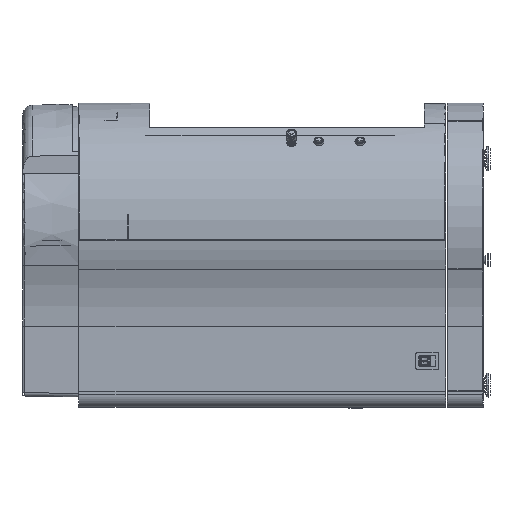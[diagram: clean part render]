
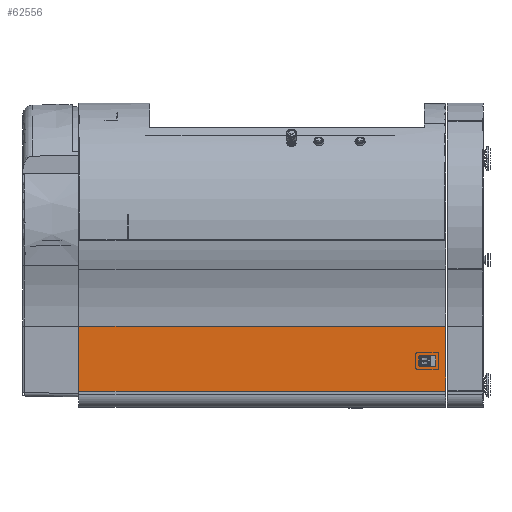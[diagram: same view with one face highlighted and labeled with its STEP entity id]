
A CAD part, left-side view. The second image highlights one B-rep face of the part: STEP entity #62556.
In plain terms, the highlighted planar face has unit normal (-1, 0, 0).
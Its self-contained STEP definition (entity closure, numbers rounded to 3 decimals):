
#62331=DIRECTION('',(0.,0.,-1.));
#62332=VECTOR('',#62331,189.45);
#62333=CARTESIAN_POINT('',(-312.5,473.,-406.05));
#62334=LINE('',#62333,#62332);
#62376=DIRECTION('',(0.,-1.,0.));
#62377=VECTOR('',#62376,1070.);
#62378=CARTESIAN_POINT('',(-312.5,473.,-406.05));
#62379=LINE('',#62378,#62377);
#62380=DIRECTION('',(0.,0.,-1.));
#62381=VECTOR('',#62380,189.45);
#62382=CARTESIAN_POINT('',(-312.5,-597.,-406.05));
#62383=LINE('',#62382,#62381);
#62384=DIRECTION('',(0.,1.,0.));
#62385=VECTOR('',#62384,1070.);
#62386=CARTESIAN_POINT('',(-312.5,-597.,-595.5));
#62387=LINE('',#62386,#62385);
#62388=DIRECTION('',(0.,0.,-1.));
#62389=VECTOR('',#62388,24.);
#62390=CARTESIAN_POINT('',(-312.5,-518.,-495.5));
#62391=LINE('',#62390,#62389);
#62392=CARTESIAN_POINT('',(-312.5,-521.,-519.5));
#62393=DIRECTION('',(-1.,0.,0.));
#62394=DIRECTION('',(0.,1.,0.));
#62395=AXIS2_PLACEMENT_3D('',#62392,#62393,#62394);
#62397=DIRECTION('',(0.,-1.,0.));
#62398=VECTOR('',#62397,44.);
#62399=CARTESIAN_POINT('',(-312.5,-521.,-522.5));
#62400=LINE('',#62399,#62398);
#62401=CARTESIAN_POINT('',(-312.5,-565.,-519.5));
#62402=DIRECTION('',(-1.,0.,0.));
#62403=DIRECTION('',(0.,0.,-1.));
#62404=AXIS2_PLACEMENT_3D('',#62401,#62402,#62403);
#62406=DIRECTION('',(0.,0.,1.));
#62407=VECTOR('',#62406,24.);
#62408=CARTESIAN_POINT('',(-312.5,-568.,-519.5));
#62409=LINE('',#62408,#62407);
#62410=CARTESIAN_POINT('',(-312.5,-565.,-495.5));
#62411=DIRECTION('',(-1.,0.,0.));
#62412=DIRECTION('',(0.,-1.,0.));
#62413=AXIS2_PLACEMENT_3D('',#62410,#62411,#62412);
#62415=DIRECTION('',(0.,1.,0.));
#62416=VECTOR('',#62415,44.);
#62417=CARTESIAN_POINT('',(-312.5,-565.,-492.5));
#62418=LINE('',#62417,#62416);
#62419=CARTESIAN_POINT('',(-312.5,-521.,-495.5));
#62420=DIRECTION('',(-1.,0.,0.));
#62421=DIRECTION('',(0.,0.,1.));
#62422=AXIS2_PLACEMENT_3D('',#62419,#62420,#62421);
#62425=CARTESIAN_POINT('',(-312.5,473.,-406.05));
#62427=VERTEX_POINT('',#62425);
#62428=CARTESIAN_POINT('',(-312.5,473.,-595.5));
#62429=VERTEX_POINT('',#62428);
#62435=CARTESIAN_POINT('',(-312.5,-597.,-406.05));
#62437=VERTEX_POINT('',#62435);
#62438=CARTESIAN_POINT('',(-312.5,-597.,-595.5));
#62439=VERTEX_POINT('',#62438);
#62452=CARTESIAN_POINT('',(-312.5,-521.,-522.5));
#62453=CARTESIAN_POINT('',(-312.5,-565.,-522.5));
#62454=VERTEX_POINT('',#62452);
#62455=VERTEX_POINT('',#62453);
#62456=CARTESIAN_POINT('',(-312.5,-568.,-519.5));
#62457=CARTESIAN_POINT('',(-312.5,-568.,-495.5));
#62458=VERTEX_POINT('',#62456);
#62459=VERTEX_POINT('',#62457);
#62460=CARTESIAN_POINT('',(-312.5,-565.,-492.5));
#62461=CARTESIAN_POINT('',(-312.5,-521.,-492.5));
#62462=VERTEX_POINT('',#62460);
#62463=VERTEX_POINT('',#62461);
#62464=CARTESIAN_POINT('',(-312.5,-518.,-495.5));
#62465=CARTESIAN_POINT('',(-312.5,-518.,-519.5));
#62466=VERTEX_POINT('',#62464);
#62467=VERTEX_POINT('',#62465);
#62525=CARTESIAN_POINT('',(-312.5,473.,-406.05));
#62526=DIRECTION('',(-1.,0.,0.));
#62527=DIRECTION('',(0.,0.,-1.));
#62528=AXIS2_PLACEMENT_3D('',#62525,#62526,#62527);
#62529=PLANE('',#62528);
#62530=ORIENTED_EDGE('',*,*,#62481,.F.);
#62531=ORIENTED_EDGE('',*,*,#62520,.T.);
#62533=ORIENTED_EDGE('',*,*,#62532,.T.);
#62535=ORIENTED_EDGE('',*,*,#62534,.T.);
#62536=EDGE_LOOP('',(#62530,#62531,#62533,#62535));
#62537=FACE_OUTER_BOUND('',#62536,.F.);
#62539=ORIENTED_EDGE('',*,*,#62538,.T.);
#62541=ORIENTED_EDGE('',*,*,#62540,.T.);
#62543=ORIENTED_EDGE('',*,*,#62542,.T.);
#62545=ORIENTED_EDGE('',*,*,#62544,.T.);
#62547=ORIENTED_EDGE('',*,*,#62546,.T.);
#62549=ORIENTED_EDGE('',*,*,#62548,.T.);
#62551=ORIENTED_EDGE('',*,*,#62550,.T.);
#62553=ORIENTED_EDGE('',*,*,#62552,.T.);
#62554=EDGE_LOOP('',(#62539,#62541,#62543,#62545,#62547,#62549,#62551,#62553));
#62555=FACE_BOUND('',#62554,.F.);
#62556=ADVANCED_FACE('',(#62537,#62555),#62529,.T.);
#62396=CIRCLE('',#62395,3.);
#62405=CIRCLE('',#62404,3.);
#62414=CIRCLE('',#62413,3.);
#62423=CIRCLE('',#62422,3.);
#62481=EDGE_CURVE('',#62427,#62429,#62334,.T.);
#62520=EDGE_CURVE('',#62427,#62437,#62379,.T.);
#62532=EDGE_CURVE('',#62437,#62439,#62383,.T.);
#62534=EDGE_CURVE('',#62439,#62429,#62387,.T.);
#62538=EDGE_CURVE('',#62466,#62467,#62391,.T.);
#62540=EDGE_CURVE('',#62467,#62454,#62396,.T.);
#62542=EDGE_CURVE('',#62454,#62455,#62400,.T.);
#62544=EDGE_CURVE('',#62455,#62458,#62405,.T.);
#62546=EDGE_CURVE('',#62458,#62459,#62409,.T.);
#62548=EDGE_CURVE('',#62459,#62462,#62414,.T.);
#62550=EDGE_CURVE('',#62462,#62463,#62418,.T.);
#62552=EDGE_CURVE('',#62463,#62466,#62423,.T.);
